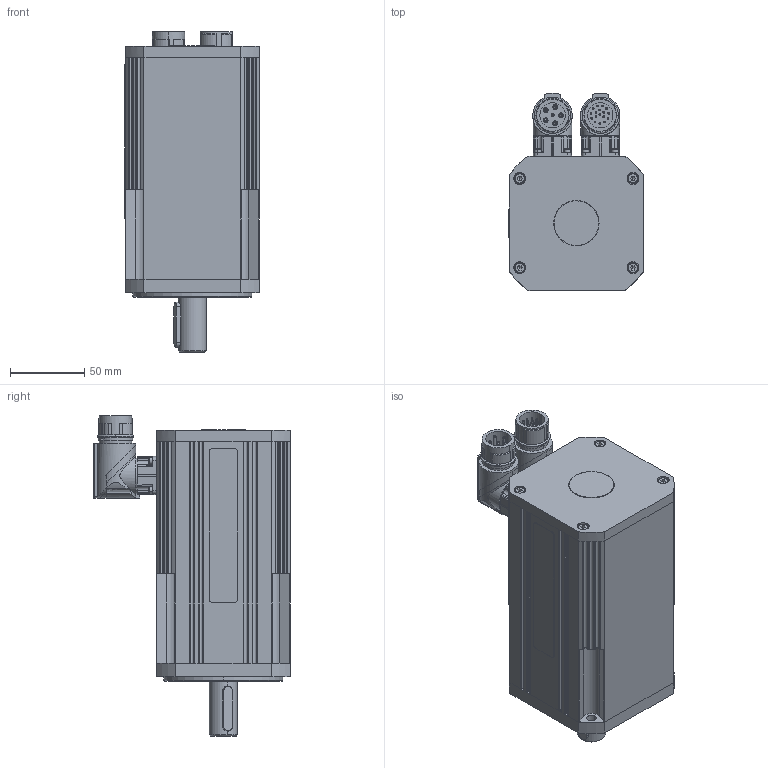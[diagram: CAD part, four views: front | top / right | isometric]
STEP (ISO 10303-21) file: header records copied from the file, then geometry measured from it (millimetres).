
FILE_DESCRIPTION((''),'2;1');
FILE_NAME('FP-609 + Encoder Quantum QR145-07.stp','2011-11-21T11:07:56',('jlopez'),(''),'Autodesk Inventor 9','Autodesk Inventor 9','');
FILE_SCHEMA(('AUTOMOTIVE_DESIGN { 1 0 10303 214 1 1 1 1 }'));
Length unit declared in the file: millimetre
Products named in the file (1): Pieza1
Bounding box: 90.5 x 132.15 x 215.16 mm (x, y, z)
Volume: 27155.1 mm3; surface area: 172375.7 mm2
Topology: 30 solids, 31 shells, 1419 faces, 3785 edges, 2334 vertices
Faces by surface type: cylinder 560, plane 453, bspline 184, cone 110, sphere 64, torus 48
Entity records: 46038 total; most frequent: CARTESIAN_POINT 11368, DIRECTION 7599, ORIENTED_EDGE 7182, EDGE_CURVE 3591, AXIS2_PLACEMENT_3D 3057, VERTEX_POINT 2316, CIRCLE 1701, EDGE_LOOP 1621
